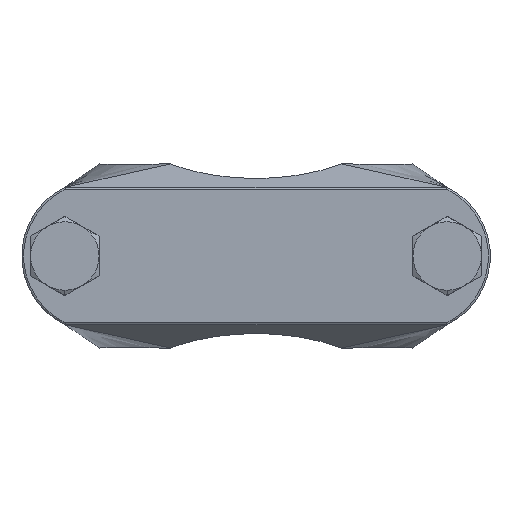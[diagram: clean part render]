
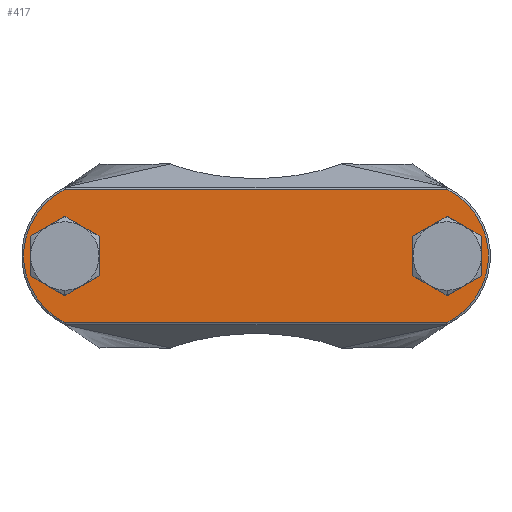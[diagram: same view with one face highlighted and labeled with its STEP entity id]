
A CAD part, front view. The second image highlights one B-rep face of the part: STEP entity #417.
In plain terms, the highlighted planar face has unit normal (0, -1, 0).
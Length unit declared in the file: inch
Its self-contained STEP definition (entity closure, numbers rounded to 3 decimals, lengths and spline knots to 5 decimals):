
#9 = ORIENTED_EDGE ( 'NONE', *, *, #468, .F. ) ;
#15 = DIRECTION ( 'NONE',  ( -0.866, 0., 0.5 ) ) ;
#53 = DIRECTION ( 'NONE',  ( 0.866, 0., 0.5 ) ) ;
#58 = FACE_BOUND ( 'NONE', #788, .T. ) ;
#73 = ORIENTED_EDGE ( 'NONE', *, *, #433, .F. ) ;
#137 = DIRECTION ( 'NONE',  ( 0., 0., 1. ) ) ;
#151 = VERTEX_POINT ( 'NONE', #1628 ) ;
#156 = ORIENTED_EDGE ( 'NONE', *, *, #1249, .T. ) ;
#182 = LINE ( 'NONE', #372, #2423 ) ;
#200 = EDGE_CURVE ( 'NONE', #1423, #467, #1220, .T. ) ;
#211 = DIRECTION ( 'NONE',  ( -0.866, 0., -0.5 ) ) ;
#216 = DIRECTION ( 'NONE',  ( 0., 0., 1. ) ) ;
#233 = CARTESIAN_POINT ( 'NONE',  ( -1.00125, -0.677, 0.1263 ) ) ;
#248 = LINE ( 'NONE', #881, #498 ) ;
#262 = VERTEX_POINT ( 'NONE', #314 ) ;
#270 = CARTESIAN_POINT ( 'NONE',  ( 1.21725, -0.677, -0.4255 ) ) ;
#301 = ORIENTED_EDGE ( 'NONE', *, *, #1815, .F. ) ;
#307 = DIRECTION ( 'NONE',  ( 0., 0., -1. ) ) ;
#314 = CARTESIAN_POINT ( 'NONE',  ( 1.22, -0.677, -0.25259 ) ) ;
#324 = AXIS2_PLACEMENT_3D ( 'NONE', #719, #341, #334 ) ;
#334 = DIRECTION ( 'NONE',  ( 0., 0., -1. ) ) ;
#341 = DIRECTION ( 'NONE',  ( 0., -1., 0. ) ) ;
#372 = CARTESIAN_POINT ( 'NONE',  ( 1.43875, -0.677, 0.1263 ) ) ;
#374 = LINE ( 'NONE', #1494, #2372 ) ;
#378 = VERTEX_POINT ( 'NONE', #2285 ) ;
#382 = ORIENTED_EDGE ( 'NONE', *, *, #1109, .F. ) ;
#384 = CARTESIAN_POINT ( 'NONE',  ( 1.00125, -0.677, 0.1263 ) ) ;
#398 = EDGE_LOOP ( 'NONE', ( #301, #1563, #845, #635, #2245, #9 ) ) ;
#402 = DIRECTION ( 'NONE',  ( 0.866, 0., -0.5 ) ) ;
#409 = CIRCLE ( 'NONE', #1535, 0.47351 ) ;
#417 = ADVANCED_FACE ( 'NONE', ( #2403, #58, #1061 ), #1357, .T. ) ;
#428 = VERTEX_POINT ( 'NONE', #384 ) ;
#433 = EDGE_CURVE ( 'NONE', #1844, #428, #554, .T. ) ;
#467 = VERTEX_POINT ( 'NONE', #1957 ) ;
#468 = EDGE_CURVE ( 'NONE', #2091, #151, #1710, .T. ) ;
#498 = VECTOR ( 'NONE', #307, 39.37008 ) ;
#512 = DIRECTION ( 'NONE',  ( 0., -1., 0. ) ) ;
#529 = CIRCLE ( 'NONE', #324, 0.47351 ) ;
#538 = ORIENTED_EDGE ( 'NONE', *, *, #1781, .F. ) ;
#554 = LINE ( 'NONE', #1772, #1773 ) ;
#606 = CARTESIAN_POINT ( 'NONE',  ( 1.22, -0.677, -0.25259 ) ) ;
#615 = LINE ( 'NONE', #2344, #2288 ) ;
#629 = CARTESIAN_POINT ( 'NONE',  ( -1.22, -0.677, -0.25259 ) ) ;
#635 = ORIENTED_EDGE ( 'NONE', *, *, #200, .F. ) ;
#639 = LINE ( 'NONE', #754, #1397 ) ;
#692 = CARTESIAN_POINT ( 'NONE',  ( -1.22, -0.677, 0.25259 ) ) ;
#719 = CARTESIAN_POINT ( 'NONE',  ( -1.00949, -0.677, 0. ) ) ;
#754 = CARTESIAN_POINT ( 'NONE',  ( -1.22, -0.677, 0.4255 ) ) ;
#756 = EDGE_CURVE ( 'NONE', #1955, #262, #2137, .T. ) ;
#757 = VECTOR ( 'NONE', #1618, 39.37008 ) ;
#774 = EDGE_CURVE ( 'NONE', #151, #1423, #1375, .T. ) ;
#778 = CARTESIAN_POINT ( 'NONE',  ( -1.00125, -0.677, 0.1263 ) ) ;
#788 = EDGE_LOOP ( 'NONE', ( #73, #2232, #1894, #382, #1798, #538 ) ) ;
#790 = VECTOR ( 'NONE', #137, 39.37008 ) ;
#798 = CARTESIAN_POINT ( 'NONE',  ( -1.43875, -0.677, -0.1263 ) ) ;
#845 = ORIENTED_EDGE ( 'NONE', *, *, #1065, .F. ) ;
#881 = CARTESIAN_POINT ( 'NONE',  ( 1.00125, -0.677, 0.1263 ) ) ;
#930 = EDGE_CURVE ( 'NONE', #1035, #2306, #2402, .T. ) ;
#976 = DIRECTION ( 'NONE',  ( 0., 0., -1. ) ) ;
#997 = DIRECTION ( 'NONE',  ( 0.866, 0., 0.5 ) ) ;
#1013 = CARTESIAN_POINT ( 'NONE',  ( 1.00125, -0.677, -0.1263 ) ) ;
#1032 = VECTOR ( 'NONE', #53, 39.37008 ) ;
#1035 = VERTEX_POINT ( 'NONE', #1721 ) ;
#1061 = FACE_BOUND ( 'NONE', #398, .T. ) ;
#1065 = EDGE_CURVE ( 'NONE', #467, #1910, #615, .T. ) ;
#1078 = DIRECTION ( 'NONE',  ( 0., 0., -1. ) ) ;
#1109 = EDGE_CURVE ( 'NONE', #262, #1035, #2205, .T. ) ;
#1138 = CARTESIAN_POINT ( 'NONE',  ( 1.43875, -0.677, 0.1263 ) ) ;
#1144 = DIRECTION ( 'NONE',  ( -1., 0., 0. ) ) ;
#1146 = CARTESIAN_POINT ( 'NONE',  ( -1.00949, -0.677, 0. ) ) ;
#1190 = VERTEX_POINT ( 'NONE', #270 ) ;
#1220 = LINE ( 'NONE', #629, #1376 ) ;
#1248 = ORIENTED_EDGE ( 'NONE', *, *, #2249, .T. ) ;
#1249 = EDGE_CURVE ( 'NONE', #378, #2448, #529, .T. ) ;
#1255 = CARTESIAN_POINT ( 'NONE',  ( 1.00125, -0.677, -0.1263 ) ) ;
#1274 = CARTESIAN_POINT ( 'NONE',  ( -1.21725, -0.677, -0.4255 ) ) ;
#1299 = EDGE_CURVE ( 'NONE', #1190, #1714, #409, .T. ) ;
#1318 = CARTESIAN_POINT ( 'NONE',  ( -1.22, -0.677, -0.25259 ) ) ;
#1348 = DIRECTION ( 'NONE',  ( 0., 0., -1. ) ) ;
#1357 = PLANE ( 'NONE',  #1387 ) ;
#1375 = LINE ( 'NONE', #798, #2165 ) ;
#1376 = VECTOR ( 'NONE', #997, 39.37008 ) ;
#1387 = AXIS2_PLACEMENT_3D ( 'NONE', #1146, #1938, #1348 ) ;
#1397 = VECTOR ( 'NONE', #1144, 39.37008 ) ;
#1423 = VERTEX_POINT ( 'NONE', #1318 ) ;
#1427 = EDGE_CURVE ( 'NONE', #2448, #1190, #374, .T. ) ;
#1438 = VECTOR ( 'NONE', #2236, 39.37008 ) ;
#1494 = CARTESIAN_POINT ( 'NONE',  ( 1.22, -0.677, -0.4255 ) ) ;
#1535 = AXIS2_PLACEMENT_3D ( 'NONE', #2081, #512, #1078 ) ;
#1551 = CARTESIAN_POINT ( 'NONE',  ( -1.22, -0.677, 0.25259 ) ) ;
#1563 = ORIENTED_EDGE ( 'NONE', *, *, #2005, .F. ) ;
#1603 = VERTEX_POINT ( 'NONE', #1551 ) ;
#1618 = DIRECTION ( 'NONE',  ( -0.866, 0., 0.5 ) ) ;
#1628 = CARTESIAN_POINT ( 'NONE',  ( -1.43875, -0.677, -0.1263 ) ) ;
#1677 = LINE ( 'NONE', #692, #1989 ) ;
#1708 = DIRECTION ( 'NONE',  ( 1., 0., 0. ) ) ;
#1710 = LINE ( 'NONE', #2146, #2291 ) ;
#1714 = VERTEX_POINT ( 'NONE', #2386 ) ;
#1721 = CARTESIAN_POINT ( 'NONE',  ( 1.43875, -0.677, -0.1263 ) ) ;
#1755 = EDGE_LOOP ( 'NONE', ( #1248, #156, #1918, #2067 ) ) ;
#1772 = CARTESIAN_POINT ( 'NONE',  ( 1.22, -0.677, 0.25259 ) ) ;
#1773 = VECTOR ( 'NONE', #211, 39.37008 ) ;
#1781 = EDGE_CURVE ( 'NONE', #428, #1955, #248, .T. ) ;
#1798 = ORIENTED_EDGE ( 'NONE', *, *, #756, .F. ) ;
#1803 = CARTESIAN_POINT ( 'NONE',  ( -1.43875, -0.677, 0.1263 ) ) ;
#1815 = EDGE_CURVE ( 'NONE', #1603, #2091, #1677, .T. ) ;
#1844 = VERTEX_POINT ( 'NONE', #2243 ) ;
#1876 = CARTESIAN_POINT ( 'NONE',  ( 1.43875, -0.677, -0.1263 ) ) ;
#1894 = ORIENTED_EDGE ( 'NONE', *, *, #930, .F. ) ;
#1910 = VERTEX_POINT ( 'NONE', #778 ) ;
#1918 = ORIENTED_EDGE ( 'NONE', *, *, #1427, .T. ) ;
#1938 = DIRECTION ( 'NONE',  ( 0., -1., 0. ) ) ;
#1955 = VERTEX_POINT ( 'NONE', #1013 ) ;
#1957 = CARTESIAN_POINT ( 'NONE',  ( -1.00125, -0.677, -0.1263 ) ) ;
#1989 = VECTOR ( 'NONE', #2059, 39.37008 ) ;
#2005 = EDGE_CURVE ( 'NONE', #1910, #1603, #2074, .T. ) ;
#2059 = DIRECTION ( 'NONE',  ( -0.866, 0., -0.5 ) ) ;
#2067 = ORIENTED_EDGE ( 'NONE', *, *, #1299, .T. ) ;
#2074 = LINE ( 'NONE', #233, #757 ) ;
#2081 = CARTESIAN_POINT ( 'NONE',  ( 1.00949, -0.677, 0. ) ) ;
#2091 = VERTEX_POINT ( 'NONE', #1803 ) ;
#2137 = LINE ( 'NONE', #1255, #1438 ) ;
#2146 = CARTESIAN_POINT ( 'NONE',  ( -1.43875, -0.677, 0.1263 ) ) ;
#2165 = VECTOR ( 'NONE', #402, 39.37008 ) ;
#2205 = LINE ( 'NONE', #606, #1032 ) ;
#2232 = ORIENTED_EDGE ( 'NONE', *, *, #2375, .F. ) ;
#2236 = DIRECTION ( 'NONE',  ( 0.866, 0., -0.5 ) ) ;
#2243 = CARTESIAN_POINT ( 'NONE',  ( 1.22, -0.677, 0.25259 ) ) ;
#2245 = ORIENTED_EDGE ( 'NONE', *, *, #774, .F. ) ;
#2249 = EDGE_CURVE ( 'NONE', #1714, #378, #639, .T. ) ;
#2285 = CARTESIAN_POINT ( 'NONE',  ( -1.21725, -0.677, 0.4255 ) ) ;
#2288 = VECTOR ( 'NONE', #216, 39.37008 ) ;
#2291 = VECTOR ( 'NONE', #976, 39.37008 ) ;
#2306 = VERTEX_POINT ( 'NONE', #1138 ) ;
#2344 = CARTESIAN_POINT ( 'NONE',  ( -1.00125, -0.677, -0.1263 ) ) ;
#2372 = VECTOR ( 'NONE', #1708, 39.37008 ) ;
#2375 = EDGE_CURVE ( 'NONE', #2306, #1844, #182, .T. ) ;
#2386 = CARTESIAN_POINT ( 'NONE',  ( 1.21725, -0.677, 0.4255 ) ) ;
#2402 = LINE ( 'NONE', #1876, #790 ) ;
#2403 = FACE_OUTER_BOUND ( 'NONE', #1755, .T. ) ;
#2423 = VECTOR ( 'NONE', #15, 39.37008 ) ;
#2448 = VERTEX_POINT ( 'NONE', #1274 ) ;
